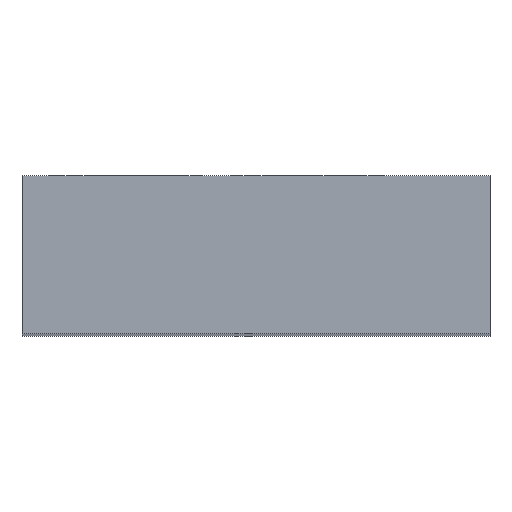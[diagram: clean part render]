
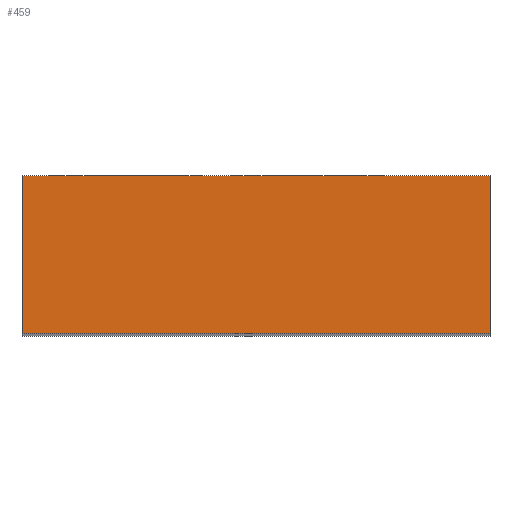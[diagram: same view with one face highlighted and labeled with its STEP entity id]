
A CAD part, top view. The second image highlights one B-rep face of the part: STEP entity #459.
In plain terms, the highlighted planar face has unit normal (0, 0, 1).
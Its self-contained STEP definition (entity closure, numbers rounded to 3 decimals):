
#57 = VECTOR ( 'NONE', #905, 1000. ) ;
#68 = PLANE ( 'NONE',  #1073 ) ;
#143 = CARTESIAN_POINT ( 'NONE',  ( 77., 26., 0. ) ) ;
#179 = DIRECTION ( 'NONE',  ( -1., 0., 0. ) ) ;
#204 = EDGE_CURVE ( 'NONE', #1321, #371, #1454, .T. ) ;
#229 = CARTESIAN_POINT ( 'NONE',  ( 0., 0., 0. ) ) ;
#240 = ORIENTED_EDGE ( 'NONE', *, *, #368, .T. ) ;
#310 = CARTESIAN_POINT ( 'NONE',  ( 77., 0., 0. ) ) ;
#352 = VECTOR ( 'NONE', #725, 1000. ) ;
#368 = EDGE_CURVE ( 'NONE', #706, #371, #662, .T. ) ;
#371 = VERTEX_POINT ( 'NONE', #789 ) ;
#409 = CARTESIAN_POINT ( 'NONE',  ( 77., 0., 0. ) ) ;
#414 = DIRECTION ( 'NONE',  ( 0., 0., -1. ) ) ;
#420 = DIRECTION ( 'NONE',  ( 0., -1., 0. ) ) ;
#459 = ADVANCED_FACE ( 'NONE', ( #1021 ), #68, .F. ) ;
#464 = VECTOR ( 'NONE', #1283, 1000. ) ;
#488 = VERTEX_POINT ( 'NONE', #670 ) ;
#510 = CARTESIAN_POINT ( 'NONE',  ( 77., 0., 0. ) ) ;
#544 = LINE ( 'NONE', #143, #464 ) ;
#641 = EDGE_LOOP ( 'NONE', ( #240, #1298, #985, #1310 ) ) ;
#662 = LINE ( 'NONE', #229, #57 ) ;
#670 = CARTESIAN_POINT ( 'NONE',  ( 77., 26., 0. ) ) ;
#706 = VERTEX_POINT ( 'NONE', #960 ) ;
#725 = DIRECTION ( 'NONE',  ( -1., 0., 0. ) ) ;
#789 = CARTESIAN_POINT ( 'NONE',  ( 0., 0., 0. ) ) ;
#830 = CARTESIAN_POINT ( 'NONE',  ( 77., 0., 0. ) ) ;
#905 = DIRECTION ( 'NONE',  ( 0., -1., 0. ) ) ;
#960 = CARTESIAN_POINT ( 'NONE',  ( 0., 26., 0. ) ) ;
#985 = ORIENTED_EDGE ( 'NONE', *, *, #1495, .F. ) ;
#1021 = FACE_OUTER_BOUND ( 'NONE', #641, .T. ) ;
#1073 = AXIS2_PLACEMENT_3D ( 'NONE', #409, #414, #179 ) ;
#1134 = VECTOR ( 'NONE', #420, 1000. ) ;
#1237 = LINE ( 'NONE', #310, #1134 ) ;
#1283 = DIRECTION ( 'NONE',  ( -1., 0., 0. ) ) ;
#1298 = ORIENTED_EDGE ( 'NONE', *, *, #204, .F. ) ;
#1310 = ORIENTED_EDGE ( 'NONE', *, *, #1313, .T. ) ;
#1313 = EDGE_CURVE ( 'NONE', #488, #706, #544, .T. ) ;
#1321 = VERTEX_POINT ( 'NONE', #830 ) ;
#1454 = LINE ( 'NONE', #510, #352 ) ;
#1495 = EDGE_CURVE ( 'NONE', #488, #1321, #1237, .T. ) ;
